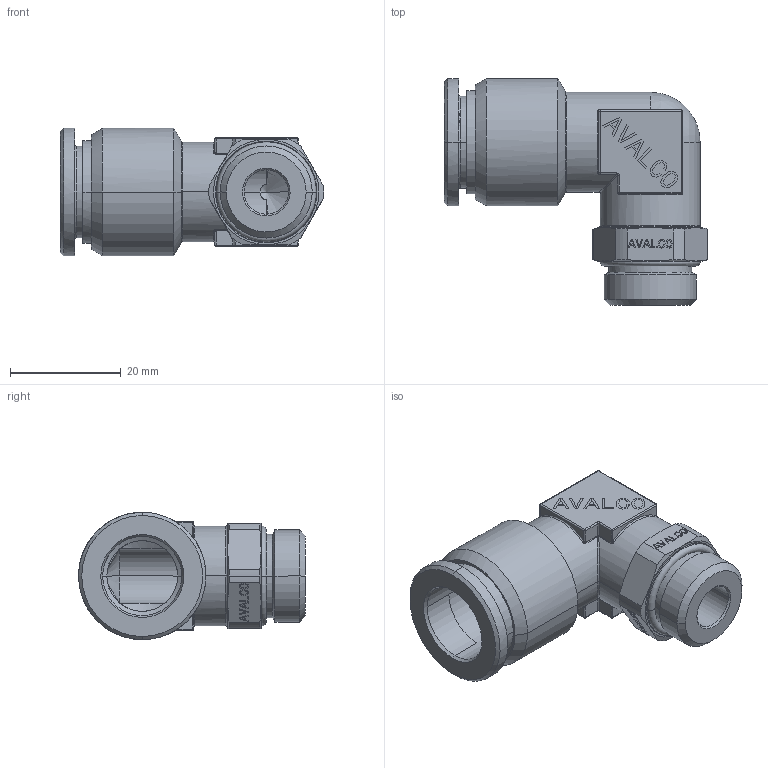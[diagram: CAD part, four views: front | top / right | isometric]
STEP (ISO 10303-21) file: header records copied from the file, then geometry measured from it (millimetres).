
FILE_DESCRIPTION(('CATIA V5 STEP Exchange'),'2;1');
FILE_NAME('PR507B-14G38.stp','2018-04-14T15:00:46+00:00',('none'),('none'),'CATIA Version 5 Release 21 GA (IN-10)','CATIA V5 STEP AP203','none');
FILE_SCHEMA(('CONFIG_CONTROL_DESIGN'));
Length unit declared in the file: millimetre
Products named in the file (1): PR507B-14G38
Bounding box: 47.47 x 40.91 x 22.97 mm (x, y, z)
Volume: 12579.3 mm3; surface area: 8218.9 mm2
Topology: 2 solids, 2 shells, 757 faces, 1987 edges, 1282 vertices
Faces by surface type: plane 591, cylinder 68, cone 42, torus 28, sphere 16, bspline 12
Entity records: 23617 total; most frequent: CARTESIAN_POINT 5687, ORIENTED_EDGE 3966, DIRECTION 3143, EDGE_CURVE 1983, VECTOR 1678, LINE 1678, VERTEX_POINT 1282, AXIS2_PLACEMENT_3D 831
